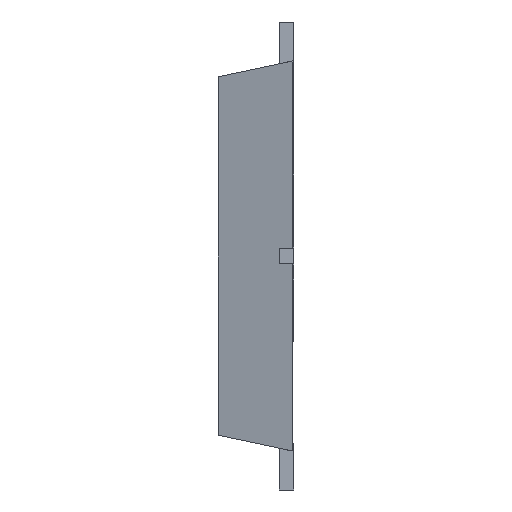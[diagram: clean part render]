
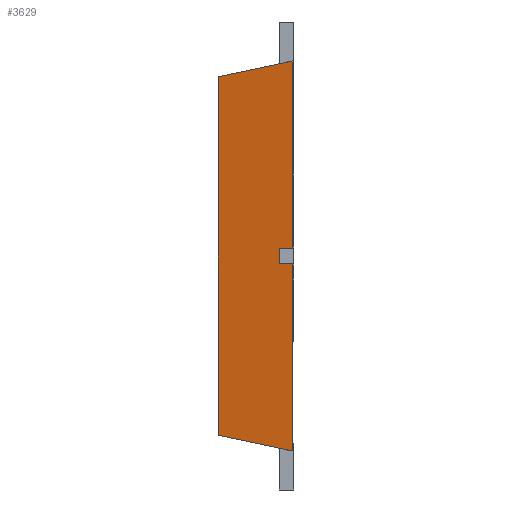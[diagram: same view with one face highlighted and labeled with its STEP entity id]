
A CAD part, left-side view. The second image highlights one B-rep face of the part: STEP entity #3629.
In plain terms, the highlighted planar face has unit normal (-0.978, 0.208, 0).
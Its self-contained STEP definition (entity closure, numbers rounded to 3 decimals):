
#136 = VECTOR ( 'NONE', #761, 1000. ) ;
#155 = VERTEX_POINT ( 'NONE', #427 ) ;
#190 = ORIENTED_EDGE ( 'NONE', *, *, #1805, .T. ) ;
#250 = VERTEX_POINT ( 'NONE', #3290 ) ;
#257 = EDGE_CURVE ( 'NONE', #748, #3197, #903, .T. ) ;
#370 = VERTEX_POINT ( 'NONE', #774 ) ;
#418 = VECTOR ( 'NONE', #704, 1000. ) ;
#427 = CARTESIAN_POINT ( 'NONE',  ( -2.298, 0.95, -2.298 ) ) ;
#526 = EDGE_LOOP ( 'NONE', ( #3595, #2366, #1757, #1375, #190, #675, #611, #1336 ) ) ;
#611 = ORIENTED_EDGE ( 'NONE', *, *, #3295, .F. ) ;
#675 = ORIENTED_EDGE ( 'NONE', *, *, #1038, .F. ) ;
#704 = DIRECTION ( 'NONE',  ( 0., 0., 1. ) ) ;
#720 = VECTOR ( 'NONE', #3547, 1000. ) ;
#748 = VERTEX_POINT ( 'NONE', #3364 ) ;
#761 = DIRECTION ( 'NONE',  ( 0.208, 0.978, 0. ) ) ;
#774 = CARTESIAN_POINT ( 'NONE',  ( -2.5, 0., 0.102 ) ) ;
#903 = LINE ( 'NONE', #1928, #136 ) ;
#921 = EDGE_CURVE ( 'NONE', #3122, #748, #2424, .T. ) ;
#936 = CARTESIAN_POINT ( 'NONE',  ( -2.5, 0., -2.5 ) ) ;
#981 = CARTESIAN_POINT ( 'NONE',  ( -2.5, 0., -2.5 ) ) ;
#1007 = CARTESIAN_POINT ( 'NONE',  ( -2.5, 0., 0.102 ) ) ;
#1038 = EDGE_CURVE ( 'NONE', #250, #2145, #1072, .T. ) ;
#1062 = CARTESIAN_POINT ( 'NONE',  ( -2.465, 0.166, -2.5 ) ) ;
#1072 = LINE ( 'NONE', #1702, #2598 ) ;
#1270 = CARTESIAN_POINT ( 'NONE',  ( -2.5, 0., -2.5 ) ) ;
#1336 = ORIENTED_EDGE ( 'NONE', *, *, #3400, .T. ) ;
#1356 = EDGE_CURVE ( 'NONE', #3011, #3197, #2660, .T. ) ;
#1375 = ORIENTED_EDGE ( 'NONE', *, *, #2745, .T. ) ;
#1382 = DIRECTION ( 'NONE',  ( -0.204, -0.958, 0.204 ) ) ;
#1425 = DIRECTION ( 'NONE',  ( 0., 0., -1. ) ) ;
#1694 = DIRECTION ( 'NONE',  ( -0.978, 0.208, 0. ) ) ;
#1702 = CARTESIAN_POINT ( 'NONE',  ( -2.5, 0., 2.5 ) ) ;
#1757 = ORIENTED_EDGE ( 'NONE', *, *, #1356, .F. ) ;
#1795 = CARTESIAN_POINT ( 'NONE',  ( -2.298, 0.95, -2.5 ) ) ;
#1805 = EDGE_CURVE ( 'NONE', #370, #2145, #3028, .T. ) ;
#1928 = CARTESIAN_POINT ( 'NONE',  ( -2.5, 0., -0.102 ) ) ;
#1956 = CARTESIAN_POINT ( 'NONE',  ( -2.5, 0., -2.5 ) ) ;
#1963 = VECTOR ( 'NONE', #3206, 1000. ) ;
#2005 = DIRECTION ( 'NONE',  ( -0.208, -0.978, 0. ) ) ;
#2056 = VECTOR ( 'NONE', #3049, 1000. ) ;
#2145 = VERTEX_POINT ( 'NONE', #2693 ) ;
#2318 = CARTESIAN_POINT ( 'NONE',  ( -2.5, 0., -2.5 ) ) ;
#2366 = ORIENTED_EDGE ( 'NONE', *, *, #257, .T. ) ;
#2424 = LINE ( 'NONE', #1270, #418 ) ;
#2455 = LINE ( 'NONE', #936, #720 ) ;
#2501 = LINE ( 'NONE', #1795, #1963 ) ;
#2502 = FACE_OUTER_BOUND ( 'NONE', #526, .T. ) ;
#2508 = LINE ( 'NONE', #1007, #2056 ) ;
#2598 = VECTOR ( 'NONE', #1382, 1000. ) ;
#2660 = LINE ( 'NONE', #1062, #3435 ) ;
#2693 = CARTESIAN_POINT ( 'NONE',  ( -2.5, 0., 2.5 ) ) ;
#2745 = EDGE_CURVE ( 'NONE', #3011, #370, #2508, .T. ) ;
#2767 = VECTOR ( 'NONE', #2877, 1000. ) ;
#2877 = DIRECTION ( 'NONE',  ( 0., 0., 1. ) ) ;
#2911 = AXIS2_PLACEMENT_3D ( 'NONE', #1956, #1694, #2005 ) ;
#2943 = CARTESIAN_POINT ( 'NONE',  ( -2.465, 0.166, -0.102 ) ) ;
#3011 = VERTEX_POINT ( 'NONE', #3128 ) ;
#3028 = LINE ( 'NONE', #981, #2767 ) ;
#3049 = DIRECTION ( 'NONE',  ( -0.208, -0.978, 0. ) ) ;
#3122 = VERTEX_POINT ( 'NONE', #2318 ) ;
#3128 = CARTESIAN_POINT ( 'NONE',  ( -2.465, 0.166, 0.102 ) ) ;
#3197 = VERTEX_POINT ( 'NONE', #2943 ) ;
#3206 = DIRECTION ( 'NONE',  ( 0., 0., 1. ) ) ;
#3290 = CARTESIAN_POINT ( 'NONE',  ( -2.298, 0.95, 2.298 ) ) ;
#3295 = EDGE_CURVE ( 'NONE', #155, #250, #2501, .T. ) ;
#3364 = CARTESIAN_POINT ( 'NONE',  ( -2.5, 0., -0.102 ) ) ;
#3400 = EDGE_CURVE ( 'NONE', #155, #3122, #2455, .T. ) ;
#3435 = VECTOR ( 'NONE', #1425, 1000. ) ;
#3547 = DIRECTION ( 'NONE',  ( -0.204, -0.958, -0.204 ) ) ;
#3595 = ORIENTED_EDGE ( 'NONE', *, *, #921, .T. ) ;
#3615 = PLANE ( 'NONE',  #2911 ) ;
#3629 = ADVANCED_FACE ( 'NONE', ( #2502 ), #3615, .T. ) ;
